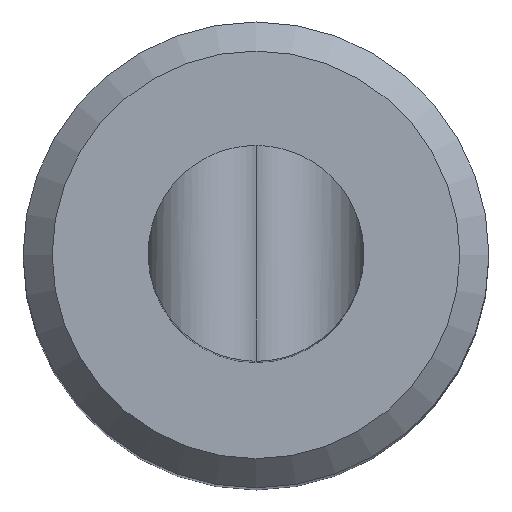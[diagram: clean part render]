
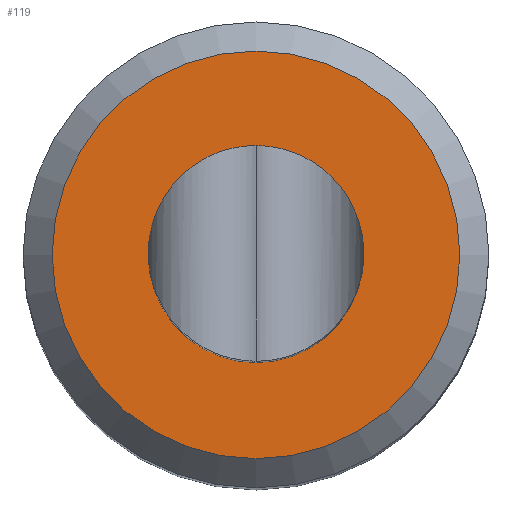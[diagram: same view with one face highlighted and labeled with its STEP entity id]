
A CAD part, top view. The second image highlights one B-rep face of the part: STEP entity #119.
In plain terms, the highlighted planar face has unit normal (0, 0, 1).
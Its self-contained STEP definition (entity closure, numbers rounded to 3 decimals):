
#34=FACE_BOUND('',#44,.T.);
#35=FACE_OUTER_BOUND('',#43,.T.);
#43=EDGE_LOOP('',(#80));
#44=EDGE_LOOP('',(#81));
#52=CIRCLE('',#148,3.5);
#53=CIRCLE('',#149,1.85);
#57=VERTEX_POINT('',#195);
#58=VERTEX_POINT('',#197);
#66=EDGE_CURVE('',#57,#57,#52,.T.);
#67=EDGE_CURVE('',#58,#58,#53,.T.);
#80=ORIENTED_EDGE('',*,*,#66,.F.);
#81=ORIENTED_EDGE('',*,*,#67,.F.);
#108=PLANE('',#147);
#119=ADVANCED_FACE('',(#35,#34),#108,.F.);
#147=AXIS2_PLACEMENT_3D('',#194,#162,#163);
#148=AXIS2_PLACEMENT_3D('',#196,#164,#165);
#149=AXIS2_PLACEMENT_3D('',#198,#166,#167);
#162=DIRECTION('center_axis',(0.,0.,-1.));
#163=DIRECTION('ref_axis',(-1.,0.,0.));
#164=DIRECTION('center_axis',(0.,0.,-1.));
#165=DIRECTION('ref_axis',(-1.,0.,0.));
#166=DIRECTION('center_axis',(0.,0.,1.));
#167=DIRECTION('ref_axis',(1.,0.,0.));
#194=CARTESIAN_POINT('Origin',(0.,0.,22.));
#195=CARTESIAN_POINT('',(3.5,0.,22.));
#196=CARTESIAN_POINT('Origin',(0.,0.,22.));
#197=CARTESIAN_POINT('',(-1.85,0.,22.));
#198=CARTESIAN_POINT('Origin',(0.,0.,22.));
